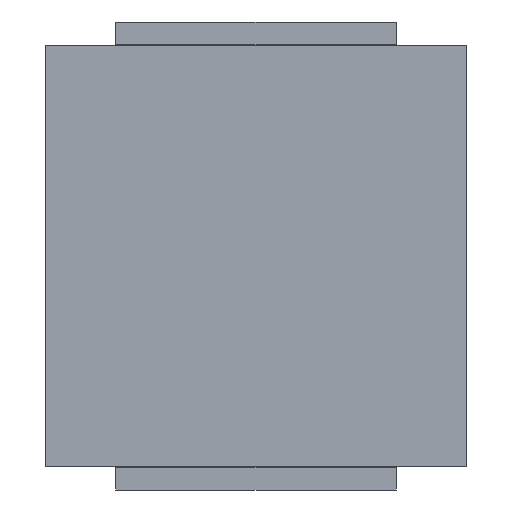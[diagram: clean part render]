
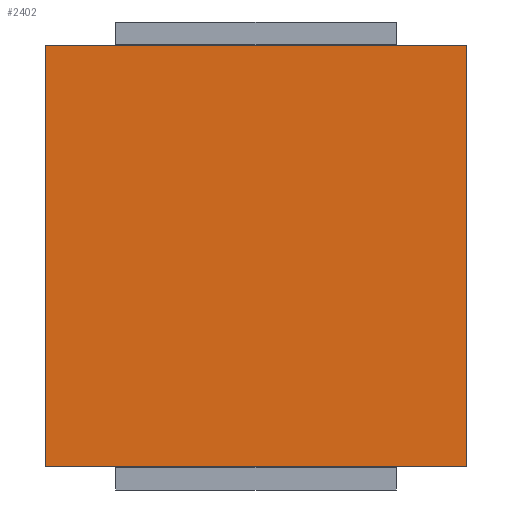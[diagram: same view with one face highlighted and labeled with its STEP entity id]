
A CAD part, front view. The second image highlights one B-rep face of the part: STEP entity #2402.
In plain terms, the highlighted planar face has unit normal (0, -1, 0).
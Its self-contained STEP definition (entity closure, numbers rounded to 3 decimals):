
#350=FACE_OUTER_BOUND('',#539,.T.);
#539=EDGE_LOOP('',(#1915,#1916,#1917,#1918));
#719=LINE('',#3956,#930);
#720=LINE('',#3958,#931);
#721=LINE('',#3960,#932);
#722=LINE('',#3961,#933);
#930=VECTOR('',#3289,10.);
#931=VECTOR('',#3290,10.);
#932=VECTOR('',#3291,10.);
#933=VECTOR('',#3292,10.);
#1175=VERTEX_POINT('',#3954);
#1176=VERTEX_POINT('',#3955);
#1177=VERTEX_POINT('',#3957);
#1178=VERTEX_POINT('',#3959);
#1447=EDGE_CURVE('',#1175,#1176,#719,.T.);
#1448=EDGE_CURVE('',#1176,#1177,#720,.T.);
#1449=EDGE_CURVE('',#1177,#1178,#721,.T.);
#1450=EDGE_CURVE('',#1178,#1175,#722,.T.);
#1915=ORIENTED_EDGE('',*,*,#1447,.T.);
#1916=ORIENTED_EDGE('',*,*,#1448,.T.);
#1917=ORIENTED_EDGE('',*,*,#1449,.T.);
#1918=ORIENTED_EDGE('',*,*,#1450,.T.);
#2239=PLANE('',#2682);
#2402=ADVANCED_FACE('',(#350),#2239,.T.);
#2682=AXIS2_PLACEMENT_3D('',#3953,#3287,#3288);
#3287=DIRECTION('center_axis',(0.,-1.,0.));
#3288=DIRECTION('ref_axis',(0.,0.,1.));
#3289=DIRECTION('',(0.,0.,1.));
#3290=DIRECTION('',(-1.,0.,0.));
#3291=DIRECTION('',(0.,0.,-1.));
#3292=DIRECTION('',(1.,0.,0.));
#3953=CARTESIAN_POINT('Origin',(22.5,0.,-22.5));
#3954=CARTESIAN_POINT('',(45.,0.,-45.));
#3955=CARTESIAN_POINT('',(45.,0.,0.));
#3956=CARTESIAN_POINT('',(45.,0.,-0.5));
#3957=CARTESIAN_POINT('',(0.,0.,0.));
#3958=CARTESIAN_POINT('',(44.5,0.,0.));
#3959=CARTESIAN_POINT('',(0.,0.,-45.));
#3960=CARTESIAN_POINT('',(0.,0.,-44.5));
#3961=CARTESIAN_POINT('',(44.5,0.,-45.));
